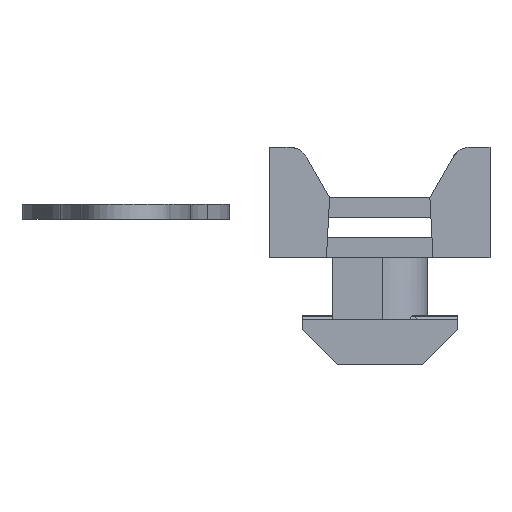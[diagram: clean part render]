
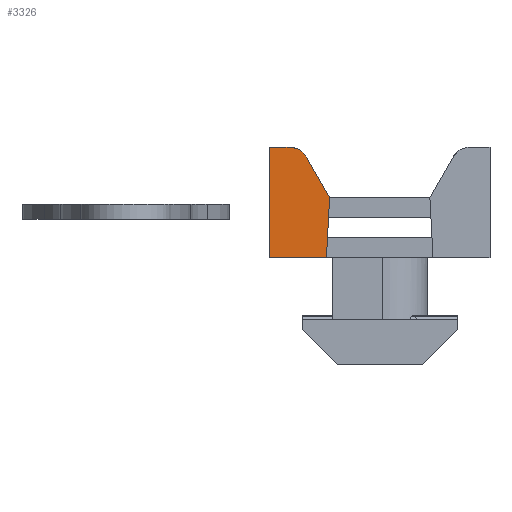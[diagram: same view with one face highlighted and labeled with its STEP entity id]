
A CAD part, left-side view. The second image highlights one B-rep face of the part: STEP entity #3326.
In plain terms, the highlighted planar face has unit normal (-1, 0, 0).
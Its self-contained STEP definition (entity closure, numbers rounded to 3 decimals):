
#20 = VERTEX_POINT ( 'NONE', #2831 ) ;
#39 = CARTESIAN_POINT ( 'NONE',  ( -11., 4.956, 6.836 ) ) ;
#109 = CARTESIAN_POINT ( 'NONE',  ( -11., 5., 6. ) ) ;
#154 = CARTESIAN_POINT ( 'NONE',  ( -11., 11., 11. ) ) ;
#173 = EDGE_LOOP ( 'NONE', ( #2417, #1620, #869, #782, #3355, #1041 ) ) ;
#312 = CARTESIAN_POINT ( 'NONE',  ( -11., -11., 0. ) ) ;
#331 = DIRECTION ( 'NONE',  ( 1., 0., 0. ) ) ;
#344 = EDGE_CURVE ( 'NONE', #1407, #20, #1577, .T. ) ;
#371 = VECTOR ( 'NONE', #3246, 1000. ) ;
#451 = LINE ( 'NONE', #312, #371 ) ;
#460 = LINE ( 'NONE', #641, #1777 ) ;
#506 = VERTEX_POINT ( 'NONE', #1920 ) ;
#558 = CARTESIAN_POINT ( 'NONE',  ( -11., 11., 0. ) ) ;
#573 = AXIS2_PLACEMENT_3D ( 'NONE', #3344, #928, #2789 ) ;
#641 = CARTESIAN_POINT ( 'NONE',  ( -11., 11., 6. ) ) ;
#666 = PLANE ( 'NONE',  #573 ) ;
#677 = VERTEX_POINT ( 'NONE', #109 ) ;
#782 = ORIENTED_EDGE ( 'NONE', *, *, #344, .F. ) ;
#790 = EDGE_CURVE ( 'NONE', #1879, #506, #451, .T. ) ;
#869 = ORIENTED_EDGE ( 'NONE', *, *, #2097, .F. ) ;
#878 = VECTOR ( 'NONE', #2533, 1000. ) ;
#928 = DIRECTION ( 'NONE',  ( 1., 0., 0. ) ) ;
#1041 = ORIENTED_EDGE ( 'NONE', *, *, #790, .T. ) ;
#1407 = VERTEX_POINT ( 'NONE', #2903 ) ;
#1531 = CARTESIAN_POINT ( 'NONE',  ( -11., 7.309, 10. ) ) ;
#1577 = LINE ( 'NONE', #154, #878 ) ;
#1620 = ORIENTED_EDGE ( 'NONE', *, *, #2079, .F. ) ;
#1628 = CARTESIAN_POINT ( 'NONE',  ( -11., 5., 6. ) ) ;
#1777 = VECTOR ( 'NONE', #2760, 1000. ) ;
#1876 = CIRCLE ( 'NONE', #2449, 2. ) ;
#1879 = VERTEX_POINT ( 'NONE', #558 ) ;
#1902 = DIRECTION ( 'NONE',  ( 0., -0.5, -0.866 ) ) ;
#1915 = CARTESIAN_POINT ( 'NONE',  ( -11., 9.041, 9. ) ) ;
#1920 = CARTESIAN_POINT ( 'NONE',  ( -11., 5.314, 0. ) ) ;
#1953 = LINE ( 'NONE', #1628, #3306 ) ;
#2036 = EDGE_CURVE ( 'NONE', #506, #677, #2738, .T. ) ;
#2079 = EDGE_CURVE ( 'NONE', #3441, #677, #1953, .T. ) ;
#2097 = EDGE_CURVE ( 'NONE', #20, #3441, #1876, .T. ) ;
#2128 = EDGE_CURVE ( 'NONE', #1407, #1879, #460, .T. ) ;
#2176 = DIRECTION ( 'NONE',  ( 0., 0., 1. ) ) ;
#2417 = ORIENTED_EDGE ( 'NONE', *, *, #2036, .T. ) ;
#2449 = AXIS2_PLACEMENT_3D ( 'NONE', #1915, #331, #2176 ) ;
#2533 = DIRECTION ( 'NONE',  ( 0., -1., 0. ) ) ;
#2685 = DIRECTION ( 'NONE',  ( 0., -0.052, 0.999 ) ) ;
#2738 = LINE ( 'NONE', #39, #3393 ) ;
#2760 = DIRECTION ( 'NONE',  ( 0., 0., -1. ) ) ;
#2778 = FACE_OUTER_BOUND ( 'NONE', #173, .T. ) ;
#2789 = DIRECTION ( 'NONE',  ( 0., 0., -1. ) ) ;
#2831 = CARTESIAN_POINT ( 'NONE',  ( -11., 9.041, 11. ) ) ;
#2903 = CARTESIAN_POINT ( 'NONE',  ( -11., 11., 11. ) ) ;
#3246 = DIRECTION ( 'NONE',  ( 0., -1., 0. ) ) ;
#3306 = VECTOR ( 'NONE', #1902, 1000. ) ;
#3326 = ADVANCED_FACE ( 'NONE', ( #2778 ), #666, .F. ) ;
#3344 = CARTESIAN_POINT ( 'NONE',  ( -11., -11., 6. ) ) ;
#3355 = ORIENTED_EDGE ( 'NONE', *, *, #2128, .T. ) ;
#3393 = VECTOR ( 'NONE', #2685, 1000. ) ;
#3441 = VERTEX_POINT ( 'NONE', #1531 ) ;
